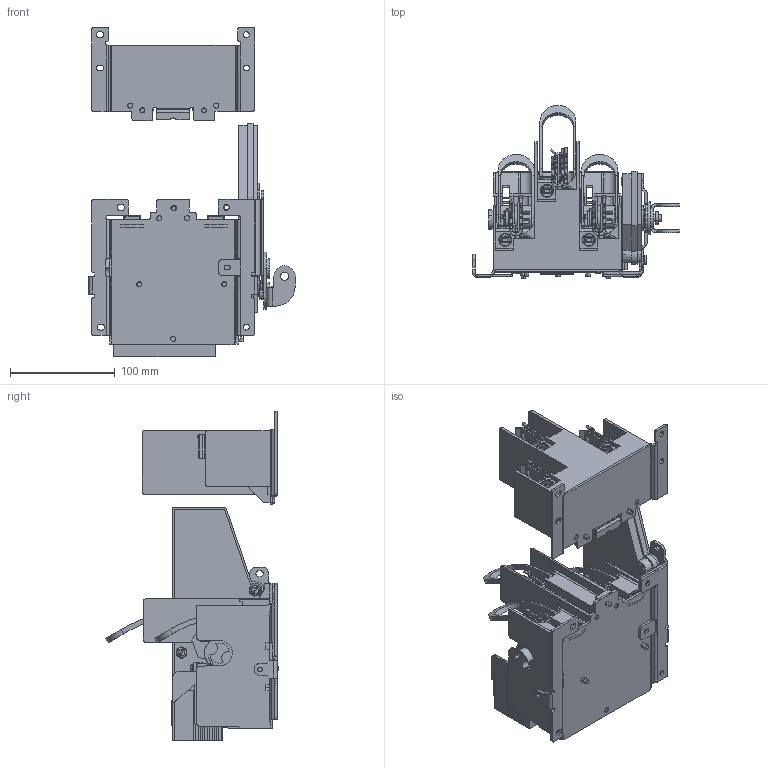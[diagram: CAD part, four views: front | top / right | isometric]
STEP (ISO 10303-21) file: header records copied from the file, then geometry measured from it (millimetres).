
FILE_DESCRIPTION((''),'2;1');
FILE_NAME('31301-505-73_SW0001','2020-02-10T10:02:34',('sesa55283'),('Schneider-Electric'),'CREO PARAMETRIC BY PTC INC, 2018300','CREO PARAMETRIC BY PTC INC, 2018300','');
FILE_SCHEMA(('CONFIG_CONTROL_DESIGN'));
Products named in the file (1): 31301-505-73_SW0001
Bounding box: 197.18 x 165.29 x 314.76 mm (x, y, z)
Surface area: 582637.2 mm2 (no closed solid volume)
Topology: 0 solids, 194 shells, 4332 faces, 14587 edges, 10257 vertices
Faces by surface type: plane 2755, cylinder 1050, torus 337, cone 123, bspline 61, extrusion 6
Entity records: 167900 total; most frequent: CARTESIAN_POINT 40870, DIRECTION 26178, ORIENTED_EDGE 25133, EDGE_CURVE 14577, VERTEX_POINT 10257, VECTOR 10090, LINE 10084, AXIS2_PLACEMENT_3D 8044
